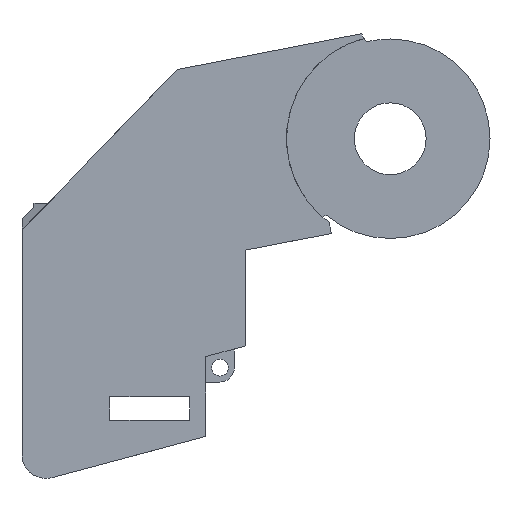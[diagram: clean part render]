
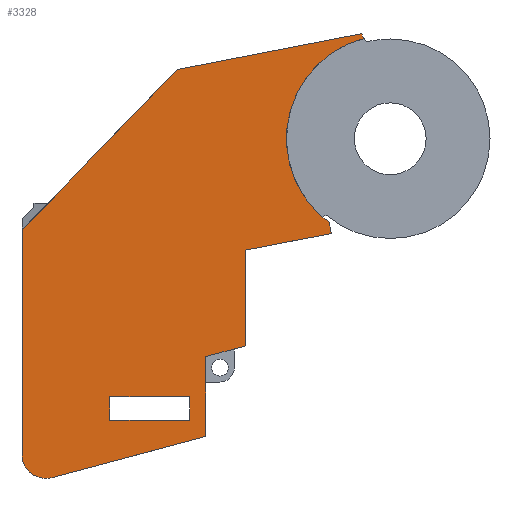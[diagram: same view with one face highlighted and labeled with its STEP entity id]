
A CAD part, left-side view. The second image highlights one B-rep face of the part: STEP entity #3328.
In plain terms, the highlighted planar face has unit normal (-1, 0, 0).
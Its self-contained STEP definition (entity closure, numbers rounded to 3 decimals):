
#12 = CARTESIAN_POINT ( 'NONE',  ( -18.336, 15.493, 6.269 ) ) ;
#22 = EDGE_CURVE ( 'NONE', #990, #2116, #3295, .T. ) ;
#23 = DIRECTION ( 'NONE',  ( 0., -0.966, 0.259 ) ) ;
#56 = LINE ( 'NONE', #2475, #2819 ) ;
#88 = CARTESIAN_POINT ( 'NONE',  ( -18.336, -14.735, 6.269 ) ) ;
#117 = DIRECTION ( 'NONE',  ( 0., -0.966, 0.259 ) ) ;
#149 = CARTESIAN_POINT ( 'NONE',  ( -18.336, -17.992, -10.488 ) ) ;
#202 = ORIENTED_EDGE ( 'NONE', *, *, #1017, .T. ) ;
#226 = CARTESIAN_POINT ( 'NONE',  ( -18.336, 62.16, 6.269 ) ) ;
#259 = CARTESIAN_POINT ( 'NONE',  ( -18.336, -14.735, -52.564 ) ) ;
#317 = LINE ( 'NONE', #1442, #1493 ) ;
#340 = ORIENTED_EDGE ( 'NONE', *, *, #3418, .T. ) ;
#351 = VERTEX_POINT ( 'NONE', #1789 ) ;
#355 = DIRECTION ( 'NONE',  ( 0., 0., 1. ) ) ;
#366 = LINE ( 'NONE', #2249, #2075 ) ;
#398 = VECTOR ( 'NONE', #3254, 1000. ) ;
#410 = EDGE_CURVE ( 'NONE', #1659, #990, #2434, .T. ) ;
#442 = CARTESIAN_POINT ( 'NONE',  ( -18.336, 27.16, -47.564 ) ) ;
#444 = DIRECTION ( 'NONE',  ( 0., 0.982, -0.191 ) ) ;
#448 = DIRECTION ( 'NONE',  ( 0., 0., 1. ) ) ;
#454 = LINE ( 'NONE', #149, #1963 ) ;
#486 = DIRECTION ( 'NONE',  ( 0., 1., 0. ) ) ;
#534 = LINE ( 'NONE', #3486, #398 ) ;
#571 = VERTEX_POINT ( 'NONE', #1610 ) ;
#621 = VERTEX_POINT ( 'NONE', #3159 ) ;
#636 = CARTESIAN_POINT ( 'NONE',  ( -18.336, 23.826, 6.269 ) ) ;
#648 = ORIENTED_EDGE ( 'NONE', *, *, #3525, .F. ) ;
#656 = LINE ( 'NONE', #1275, #2876 ) ;
#736 = CARTESIAN_POINT ( 'NONE',  ( -18.336, -8.705, 28.208 ) ) ;
#776 = CARTESIAN_POINT ( 'NONE',  ( -18.336, 62.16, -12.835 ) ) ;
#791 = VERTEX_POINT ( 'NONE', #2458 ) ;
#820 = VECTOR ( 'NONE', #486, 1000. ) ;
#835 = EDGE_LOOP ( 'NONE', ( #1528, #202, #3322, #1084, #1105, #2448, #3451, #3041, #340, #3038, #1133, #3199 ) ) ;
#860 = EDGE_CURVE ( 'NONE', #1892, #2558, #534, .T. ) ;
#952 = FACE_BOUND ( 'NONE', #2057, .T. ) ;
#990 = VERTEX_POINT ( 'NONE', #2241 ) ;
#1007 = EDGE_CURVE ( 'NONE', #791, #621, #1655, .T. ) ;
#1017 = EDGE_CURVE ( 'NONE', #621, #1455, #56, .T. ) ;
#1048 = VERTEX_POINT ( 'NONE', #2784 ) ;
#1068 = DIRECTION ( 'NONE',  ( -1., 0., 0. ) ) ;
#1079 = CARTESIAN_POINT ( 'NONE',  ( -18.336, 43.826, 6.269 ) ) ;
#1081 = EDGE_CURVE ( 'NONE', #1989, #351, #2569, .T. ) ;
#1084 = ORIENTED_EDGE ( 'NONE', *, *, #3009, .T. ) ;
#1105 = ORIENTED_EDGE ( 'NONE', *, *, #2894, .T. ) ;
#1112 = LINE ( 'NONE', #1079, #1238 ) ;
#1120 = VERTEX_POINT ( 'NONE', #2854 ) ;
#1133 = ORIENTED_EDGE ( 'NONE', *, *, #22, .T. ) ;
#1204 = CARTESIAN_POINT ( 'NONE',  ( -18.336, -9.287, 27.239 ) ) ;
#1227 = VERTEX_POINT ( 'NONE', #2718 ) ;
#1238 = VECTOR ( 'NONE', #2169, 1000. ) ;
#1275 = CARTESIAN_POINT ( 'NONE',  ( -18.336, 15.508, 35.474 ) ) ;
#1297 = LINE ( 'NONE', #2111, #820 ) ;
#1305 = DIRECTION ( 'NONE',  ( 0., 0., -1. ) ) ;
#1432 = DIRECTION ( 'NONE',  ( 0., 0., 1. ) ) ;
#1442 = CARTESIAN_POINT ( 'NONE',  ( -18.336, 0.817, 3.246 ) ) ;
#1455 = VERTEX_POINT ( 'NONE', #2239 ) ;
#1491 = ORIENTED_EDGE ( 'NONE', *, *, #2278, .F. ) ;
#1493 = VECTOR ( 'NONE', #3383, 1000. ) ;
#1525 = DIRECTION ( 'NONE',  ( 0., -0.515, -0.857 ) ) ;
#1528 = ORIENTED_EDGE ( 'NONE', *, *, #1007, .T. ) ;
#1532 = DIRECTION ( 'NONE',  ( 0., -0.982, 0.191 ) ) ;
#1605 = LINE ( 'NONE', #259, #3355 ) ;
#1610 = CARTESIAN_POINT ( 'NONE',  ( -18.336, -2.441, -13.511 ) ) ;
#1655 = LINE ( 'NONE', #636, #3100 ) ;
#1659 = VERTEX_POINT ( 'NONE', #776 ) ;
#1692 = CARTESIAN_POINT ( 'NONE',  ( -18.336, 57.16, -59.652 ) ) ;
#1732 = CARTESIAN_POINT ( 'NONE',  ( -18.336, 27.16, -52.564 ) ) ;
#1789 = CARTESIAN_POINT ( 'NONE',  ( -18.336, 29.742, 20.734 ) ) ;
#1799 = PLANE ( 'NONE',  #2652 ) ;
#1892 = VERTEX_POINT ( 'NONE', #1732 ) ;
#1963 = VECTOR ( 'NONE', #1532, 1000. ) ;
#1989 = VERTEX_POINT ( 'NONE', #736 ) ;
#2037 = CARTESIAN_POINT ( 'NONE',  ( -18.336, -14.735, 6.269 ) ) ;
#2046 = EDGE_CURVE ( 'NONE', #3003, #1892, #1605, .T. ) ;
#2057 = EDGE_LOOP ( 'NONE', ( #2993, #1491, #648, #2125 ) ) ;
#2075 = VECTOR ( 'NONE', #117, 1000. ) ;
#2111 = CARTESIAN_POINT ( 'NONE',  ( -18.336, -14.735, -47.564 ) ) ;
#2116 = VERTEX_POINT ( 'NONE', #2258 ) ;
#2125 = ORIENTED_EDGE ( 'NONE', *, *, #860, .F. ) ;
#2169 = DIRECTION ( 'NONE',  ( 0., 0., -1. ) ) ;
#2173 = DIRECTION ( 'NONE',  ( 0., 0., 1. ) ) ;
#2194 = DIRECTION ( 'NONE',  ( 0., 0., 1. ) ) ;
#2239 = CARTESIAN_POINT ( 'NONE',  ( -18.336, 15.493, -36.997 ) ) ;
#2241 = CARTESIAN_POINT ( 'NONE',  ( -18.336, 62.16, -59.652 ) ) ;
#2249 = CARTESIAN_POINT ( 'NONE',  ( -18.336, -27.693, -42.092 ) ) ;
#2258 = CARTESIAN_POINT ( 'NONE',  ( -18.336, 55.865, -64.482 ) ) ;
#2278 = EDGE_CURVE ( 'NONE', #1227, #3003, #1112, .T. ) ;
#2330 = LINE ( 'NONE', #3121, #3448 ) ;
#2347 = AXIS2_PLACEMENT_3D ( 'NONE', #88, #2566, #1432 ) ;
#2430 = EDGE_CURVE ( 'NONE', #3455, #1120, #3024, .T. ) ;
#2434 = LINE ( 'NONE', #226, #3459 ) ;
#2445 = DIRECTION ( 'NONE',  ( 0., -1., 0. ) ) ;
#2448 = ORIENTED_EDGE ( 'NONE', *, *, #2430, .F. ) ;
#2458 = CARTESIAN_POINT ( 'NONE',  ( -18.336, 23.826, -55.897 ) ) ;
#2475 = CARTESIAN_POINT ( 'NONE',  ( -18.336, -23.527, -26.542 ) ) ;
#2558 = VERTEX_POINT ( 'NONE', #442 ) ;
#2566 = DIRECTION ( 'NONE',  ( -1., 0., 0. ) ) ;
#2569 = LINE ( 'NONE', #2890, #3504 ) ;
#2652 = AXIS2_PLACEMENT_3D ( 'NONE', #2037, #3449, #448 ) ;
#2718 = CARTESIAN_POINT ( 'NONE',  ( -18.336, 43.826, -47.564 ) ) ;
#2784 = CARTESIAN_POINT ( 'NONE',  ( -18.336, 15.493, -16.997 ) ) ;
#2819 = VECTOR ( 'NONE', #23, 1000. ) ;
#2831 = AXIS2_PLACEMENT_3D ( 'NONE', #1692, #1068, #2173 ) ;
#2854 = CARTESIAN_POINT ( 'NONE',  ( -18.336, -2.004, -11.263 ) ) ;
#2856 = EDGE_CURVE ( 'NONE', #2116, #791, #366, .T. ) ;
#2876 = VECTOR ( 'NONE', #3378, 1000. ) ;
#2878 = FACE_OUTER_BOUND ( 'NONE', #835, .T. ) ;
#2890 = CARTESIAN_POINT ( 'NONE',  ( -18.336, -10.406, 28.538 ) ) ;
#2894 = EDGE_CURVE ( 'NONE', #571, #1120, #317, .T. ) ;
#2993 = ORIENTED_EDGE ( 'NONE', *, *, #2046, .F. ) ;
#3003 = VERTEX_POINT ( 'NONE', #3167 ) ;
#3009 = EDGE_CURVE ( 'NONE', #1048, #571, #454, .T. ) ;
#3024 = CIRCLE ( 'NONE', #2347, 21.667 ) ;
#3038 = ORIENTED_EDGE ( 'NONE', *, *, #410, .T. ) ;
#3041 = ORIENTED_EDGE ( 'NONE', *, *, #1081, .T. ) ;
#3100 = VECTOR ( 'NONE', #355, 1000. ) ;
#3121 = CARTESIAN_POINT ( 'NONE',  ( -18.336, -19.99, 9.426 ) ) ;
#3135 = EDGE_CURVE ( 'NONE', #1455, #1048, #3278, .T. ) ;
#3159 = CARTESIAN_POINT ( 'NONE',  ( -18.336, 23.826, -39.23 ) ) ;
#3167 = CARTESIAN_POINT ( 'NONE',  ( -18.336, 43.826, -52.564 ) ) ;
#3199 = ORIENTED_EDGE ( 'NONE', *, *, #2856, .T. ) ;
#3254 = DIRECTION ( 'NONE',  ( 0., 0., 1. ) ) ;
#3278 = LINE ( 'NONE', #12, #3334 ) ;
#3295 = CIRCLE ( 'NONE', #2831, 5. ) ;
#3322 = ORIENTED_EDGE ( 'NONE', *, *, #3135, .T. ) ;
#3328 = ADVANCED_FACE ( 'NONE', ( #952, #2878 ), #1799, .T. ) ;
#3334 = VECTOR ( 'NONE', #2194, 1000. ) ;
#3341 = EDGE_CURVE ( 'NONE', #1989, #3455, #2330, .T. ) ;
#3355 = VECTOR ( 'NONE', #2445, 1000. ) ;
#3378 = DIRECTION ( 'NONE',  ( 0., 0.695, -0.719 ) ) ;
#3383 = DIRECTION ( 'NONE',  ( 0., 0.191, 0.982 ) ) ;
#3418 = EDGE_CURVE ( 'NONE', #351, #1659, #656, .T. ) ;
#3448 = VECTOR ( 'NONE', #1525, 1000. ) ;
#3449 = DIRECTION ( 'NONE',  ( -1., 0., 0. ) ) ;
#3451 = ORIENTED_EDGE ( 'NONE', *, *, #3341, .F. ) ;
#3455 = VERTEX_POINT ( 'NONE', #1204 ) ;
#3459 = VECTOR ( 'NONE', #1305, 1000. ) ;
#3486 = CARTESIAN_POINT ( 'NONE',  ( -18.336, 27.16, 6.269 ) ) ;
#3504 = VECTOR ( 'NONE', #444, 1000. ) ;
#3525 = EDGE_CURVE ( 'NONE', #2558, #1227, #1297, .T. ) ;
